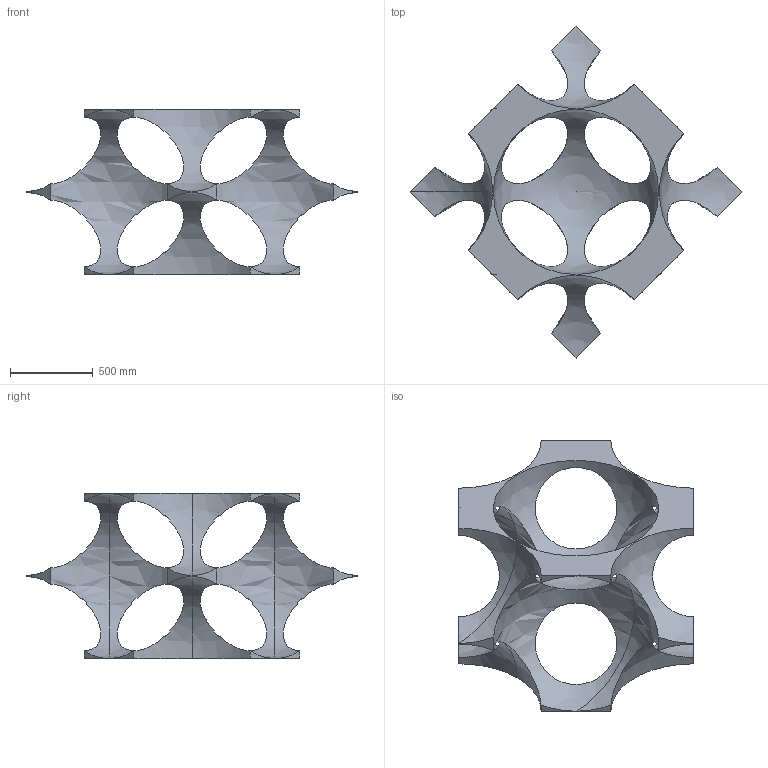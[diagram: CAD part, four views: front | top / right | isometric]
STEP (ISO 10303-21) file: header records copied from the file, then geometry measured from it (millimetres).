
FILE_DESCRIPTION(('Open CASCADE Model'),'2;1');
FILE_NAME('Open CASCADE Shape Model','2021-04-16T19:35:13',('Author'),( 'Open CASCADE'),'Open CASCADE STEP processor 7.4','Open CASCADE 7.4' ,'Unknown');
FILE_SCHEMA(('AUTOMOTIVE_DESIGN { 1 0 10303 214 1 1 1 1 }'));
Length unit declared in the file: metre
Products named in the file (1): Open CASCADE STEP translator 7.4 1
Bounding box: 2000 x 2000 x 1000 mm (x, y, z)
Volume: 134575804.6 mm3; surface area: 6981657.9 mm2
Topology: 1 solids, 1 shells, 36 faces, 142 edges, 86 vertices
Faces by surface type: plane 18, sphere 18
Entity records: 4572 total; most frequent: CARTESIAN_POINT 2357, DIRECTION 390, ORIENTED_EDGE 236, PCURVE 236, DEFINITIONAL_REPRESENTATION 236, CIRCLE 174, B_SPLINE_CURVE_WITH_KNOTS 144, AXIS2_PLACEMENT_3D 143
